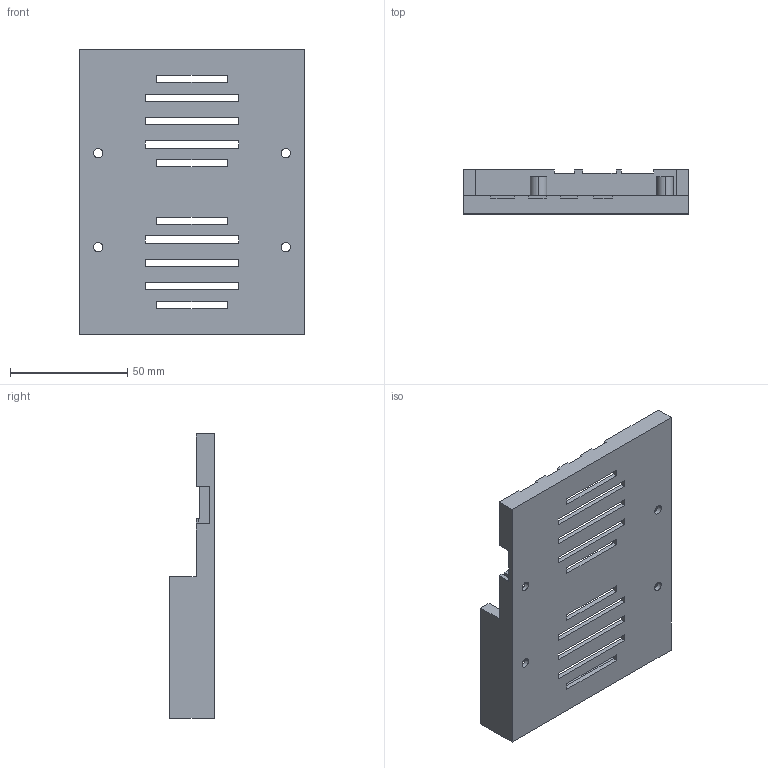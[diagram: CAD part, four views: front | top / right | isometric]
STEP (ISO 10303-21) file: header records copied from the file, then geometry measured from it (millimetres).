
FILE_DESCRIPTION(('CATIA V5 STEP Exchange'),'2;1');
FILE_NAME('BOITE_COUVERCLE1.stp','2024-07-24T21:12:46+00:00',('none'),('none'),'CATIA Version 5 Release 21 GA (IN-10)','CATIA V5 STEP AP203','none');
FILE_SCHEMA(('CONFIG_CONTROL_DESIGN'));
Length unit declared in the file: millimetre
Products named in the file (1): Part1
Bounding box: 96 x 18.89 x 121.5 mm (x, y, z)
Volume: 40217.1 mm3; surface area: 36865.2 mm2
Topology: 1 solids, 1 shells, 184 faces, 501 edges, 334 vertices
Faces by surface type: plane 152, cylinder 32
Entity records: 5393 total; most frequent: ORIENTED_EDGE 990, CARTESIAN_POINT 959, DIRECTION 710, EDGE_CURVE 495, VECTOR 428, LINE 428, VERTEX_POINT 327, EDGE_LOOP 226
